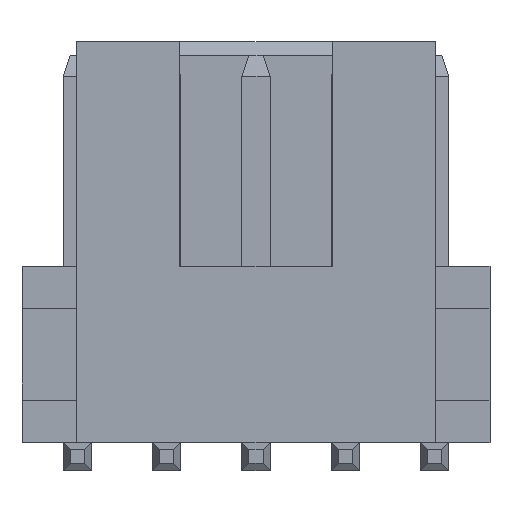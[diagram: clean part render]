
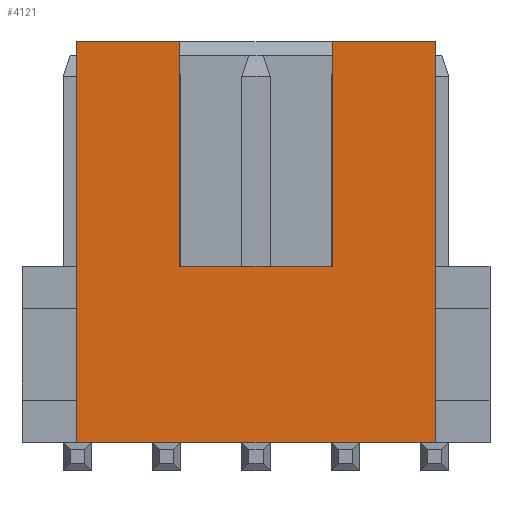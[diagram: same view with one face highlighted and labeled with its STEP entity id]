
A CAD part, top view. The second image highlights one B-rep face of the part: STEP entity #4121.
In plain terms, the highlighted planar face has unit normal (0, 0, 1).
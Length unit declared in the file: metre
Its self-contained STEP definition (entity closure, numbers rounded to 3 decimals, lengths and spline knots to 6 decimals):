
#404=ORIENTED_EDGE('',*,*,#1343,.F.);
#405=ORIENTED_EDGE('',*,*,#1362,.F.);
#406=ORIENTED_EDGE('',*,*,#1363,.F.);
#407=ORIENTED_EDGE('',*,*,#1364,.T.);
#408=ORIENTED_EDGE('',*,*,#1251,.T.);
#409=ORIENTED_EDGE('',*,*,#1365,.T.);
#410=ORIENTED_EDGE('',*,*,#1294,.T.);
#411=ORIENTED_EDGE('',*,*,#1366,.T.);
#412=ORIENTED_EDGE('',*,*,#1337,.T.);
#413=ORIENTED_EDGE('',*,*,#1367,.T.);
#414=ORIENTED_EDGE('',*,*,#1368,.T.);
#415=ORIENTED_EDGE('',*,*,#1369,.T.);
#416=ORIENTED_EDGE('',*,*,#1339,.F.);
#417=ORIENTED_EDGE('',*,*,#1348,.T.);
#418=ORIENTED_EDGE('',*,*,#1370,.F.);
#419=ORIENTED_EDGE('',*,*,#1360,.F.);
#1251=EDGE_CURVE('',#1765,#1770,#2134,.T.);
#1294=EDGE_CURVE('',#1791,#1796,#2175,.T.);
#1337=EDGE_CURVE('',#1817,#1822,#2216,.T.);
#1339=EDGE_CURVE('',#1823,#1825,#2218,.T.);
#1343=EDGE_CURVE('',#1828,#1829,#2222,.T.);
#1348=EDGE_CURVE('',#1823,#1833,#2227,.T.);
#1360=EDGE_CURVE('',#1829,#1840,#2239,.T.);
#1362=EDGE_CURVE('',#1841,#1828,#2241,.T.);
#1363=EDGE_CURVE('',#1842,#1841,#2242,.T.);
#1364=EDGE_CURVE('',#1842,#1765,#2243,.T.);
#1365=EDGE_CURVE('',#1770,#1791,#2244,.T.);
#1366=EDGE_CURVE('',#1796,#1817,#2245,.T.);
#1367=EDGE_CURVE('',#1822,#1739,#2246,.T.);
#1368=EDGE_CURVE('',#1739,#1843,#2247,.T.);
#1369=EDGE_CURVE('',#1843,#1825,#2248,.T.);
#1370=EDGE_CURVE('',#1840,#1833,#2249,.T.);
#1739=VERTEX_POINT('',#7056);
#1765=VERTEX_POINT('',#7142);
#1770=VERTEX_POINT('',#7164);
#1791=VERTEX_POINT('',#7230);
#1796=VERTEX_POINT('',#7252);
#1817=VERTEX_POINT('',#7318);
#1822=VERTEX_POINT('',#7340);
#1823=VERTEX_POINT('',#7348);
#1825=VERTEX_POINT('',#7351);
#1828=VERTEX_POINT('',#7358);
#1829=VERTEX_POINT('',#7360);
#1833=VERTEX_POINT('',#7369);
#1840=VERTEX_POINT('',#7394);
#1841=VERTEX_POINT('',#7398);
#1842=VERTEX_POINT('',#7400);
#1843=VERTEX_POINT('',#7406);
#2134=LINE('',#7169,#2667);
#2175=LINE('',#7257,#2708);
#2216=LINE('',#7345,#2749);
#2218=LINE('',#7350,#2751);
#2222=LINE('',#7359,#2755);
#2227=LINE('',#7370,#2760);
#2239=LINE('',#7393,#2772);
#2241=LINE('',#7397,#2774);
#2242=LINE('',#7399,#2775);
#2243=LINE('',#7401,#2776);
#2244=LINE('',#7402,#2777);
#2245=LINE('',#7403,#2778);
#2246=LINE('',#7404,#2779);
#2247=LINE('',#7405,#2780);
#2248=LINE('',#7407,#2781);
#2249=LINE('',#7408,#2782);
#2667=VECTOR('',#6107,1.);
#2708=VECTOR('',#6190,1.);
#2749=VECTOR('',#6273,1.);
#2751=VECTOR('',#6277,1.);
#2755=VECTOR('',#6283,1.);
#2760=VECTOR('',#6290,1.);
#2772=VECTOR('',#6312,1.);
#2774=VECTOR('',#6316,1.);
#2775=VECTOR('',#6317,1.);
#2776=VECTOR('',#6318,1.);
#2777=VECTOR('',#6319,1.);
#2778=VECTOR('',#6320,1.);
#2779=VECTOR('',#6321,1.);
#2780=VECTOR('',#6322,1.);
#2781=VECTOR('',#6323,1.);
#2782=VECTOR('',#6324,1.);
#3187=EDGE_LOOP('',(#404,#405,#406,#407,#408,#409,#410,#411,#412,#413,#414,
#415,#416,#417,#418,#419));
#3428=FACE_BOUND('',#3187,.T.);
#3665=PLANE('',#5761);
#4121=ADVANCED_FACE('',(#3428),#3665,.T.);
#5761=AXIS2_PLACEMENT_3D('',#7396,#6314,#6315);
#6107=DIRECTION('',(1.,0.,0.));
#6190=DIRECTION('',(1.,0.,0.));
#6273=DIRECTION('',(1.,0.,0.));
#6277=DIRECTION('',(1.,0.,0.));
#6283=DIRECTION('',(1.,0.,0.));
#6290=DIRECTION('',(0.,-1.,0.));
#6312=DIRECTION('',(0.,-1.,0.));
#6314=DIRECTION('',(0.,0.,1.));
#6315=DIRECTION('',(1.,0.,0.));
#6316=DIRECTION('',(0.,1.,0.));
#6317=DIRECTION('',(-1.,0.,0.));
#6318=DIRECTION('',(1.,0.,0.));
#6319=DIRECTION('',(1.,0.,0.));
#6320=DIRECTION('',(1.,0.,0.));
#6321=DIRECTION('',(1.,0.,0.));
#6322=DIRECTION('',(1.,0.,0.));
#6323=DIRECTION('',(0.,1.,0.));
#6324=DIRECTION('',(1.,0.,0.));
#7056=CARTESIAN_POINT('',(0.00234,0.,0.00255));
#7142=CARTESIAN_POINT('',(-0.00147,0.,0.00255));
#7164=CARTESIAN_POINT('',(-0.00107,0.,0.00255));
#7169=CARTESIAN_POINT('',(-0.00255,0.,0.00255));
#7230=CARTESIAN_POINT('',(-0.0002,0.,0.00255));
#7252=CARTESIAN_POINT('',(0.0002,0.,0.00255));
#7257=CARTESIAN_POINT('',(-0.00255,0.,0.00255));
#7318=CARTESIAN_POINT('',(0.00107,0.,0.00255));
#7340=CARTESIAN_POINT('',(0.00147,0.,0.00255));
#7345=CARTESIAN_POINT('',(-0.00255,0.,0.00255));
#7348=CARTESIAN_POINT('',(0.00108,0.0057,0.00255));
#7350=CARTESIAN_POINT('',(0.,0.0057,0.00255));
#7351=CARTESIAN_POINT('',(0.00255,0.0057,0.00255));
#7358=CARTESIAN_POINT('',(-0.00255,0.0057,0.00255));
#7359=CARTESIAN_POINT('',(0.,0.0057,0.00255));
#7360=CARTESIAN_POINT('',(-0.00108,0.0057,0.00255));
#7369=CARTESIAN_POINT('',(0.00108,0.0025,0.00255));
#7370=CARTESIAN_POINT('',(0.00108,0.0057,0.00255));
#7393=CARTESIAN_POINT('',(-0.00108,0.0057,0.00255));
#7394=CARTESIAN_POINT('',(-0.00108,0.0025,0.00255));
#7396=CARTESIAN_POINT('',(-0.00255,0.,0.00255));
#7397=CARTESIAN_POINT('',(-0.00255,0.,0.00255));
#7398=CARTESIAN_POINT('',(-0.00255,0.,0.00255));
#7399=CARTESIAN_POINT('',(0.,0.,0.00255));
#7400=CARTESIAN_POINT('',(-0.00234,0.,0.00255));
#7401=CARTESIAN_POINT('',(-0.00234,0.,0.00255));
#7402=CARTESIAN_POINT('',(-0.00107,0.,0.00255));
#7403=CARTESIAN_POINT('',(0.0002,0.,0.00255));
#7404=CARTESIAN_POINT('',(0.00147,0.,0.00255));
#7405=CARTESIAN_POINT('',(-0.00255,0.,0.00255));
#7406=CARTESIAN_POINT('',(0.00255,0.,0.00255));
#7407=CARTESIAN_POINT('',(0.00255,0.,0.00255));
#7408=CARTESIAN_POINT('',(-0.00108,0.0025,0.00255));
